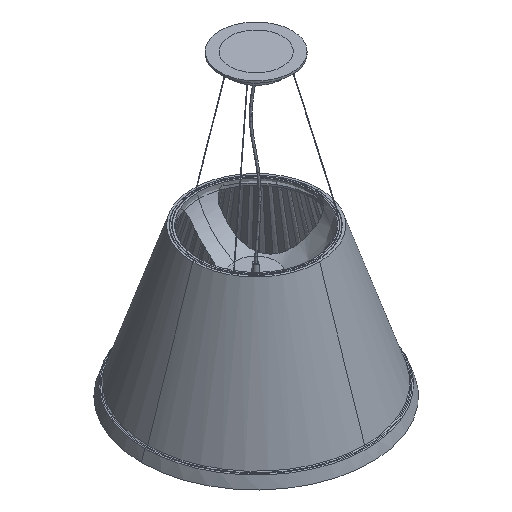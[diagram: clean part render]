
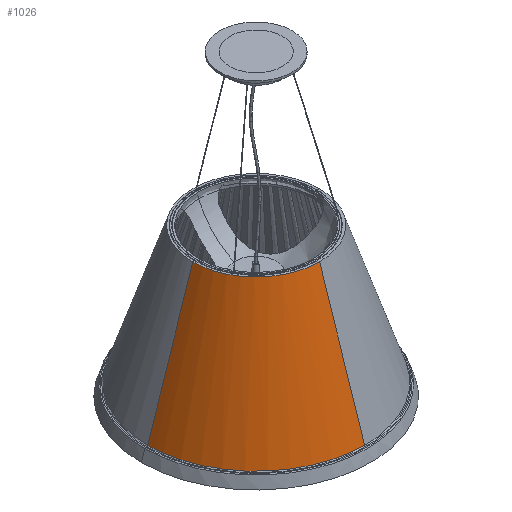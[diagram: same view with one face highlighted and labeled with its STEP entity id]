
A CAD part, isometric view. The second image highlights one B-rep face of the part: STEP entity #1026.
In plain terms, the highlighted free-form (B-spline) face has degree [2, 1] with [3, 2] control points.
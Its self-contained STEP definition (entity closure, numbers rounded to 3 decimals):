
#489=B_SPLINE_CURVE_WITH_KNOTS('',3,(#9208,#9209,#9210,#9211),.UNSPECIFIED.,
.F.,.F.,(4,4),(-614.517,-511.753),.UNSPECIFIED.);
#1026=ADVANCED_FACE('',(#1356),#5134,.T.);
#1356=FACE_OUTER_BOUND('',#1689,.T.);
#1689=EDGE_LOOP('',(#2763,#2764,#2765,#2766));
#2763=ORIENTED_EDGE('',*,*,#3986,.F.);
#2764=ORIENTED_EDGE('',*,*,#4004,.F.);
#2765=ORIENTED_EDGE('',*,*,#4005,.T.);
#2766=ORIENTED_EDGE('',*,*,#3845,.F.);
#3845=EDGE_CURVE('',#4651,#4652,#5335,.T.);
#3986=EDGE_CURVE('',#4718,#4651,#489,.T.);
#4004=EDGE_CURVE('',#4729,#4718,#5363,.T.);
#4005=EDGE_CURVE('',#4729,#4652,#5364,.T.);
#4651=VERTEX_POINT('',#13898);
#4652=VERTEX_POINT('',#13899);
#4718=VERTEX_POINT('',#13965);
#4729=VERTEX_POINT('',#13976);
#5134=(
BOUNDED_SURFACE()
B_SPLINE_SURFACE(2,1,((#12378,#12379),(#12380,#12381),(#12382,#12383)),.UNSPECIFIED.,
.F.,.F.,.F.)
B_SPLINE_SURFACE_WITH_KNOTS((3,3),(2,2),(580.548,774.064),
(200.003,342.664),.UNSPECIFIED.)
GEOMETRIC_REPRESENTATION_ITEM()
RATIONAL_B_SPLINE_SURFACE(((1.,1.),(0.707,0.707),
(1.,1.)))
REPRESENTATION_ITEM('')
SURFACE()
);
#5335=(
BOUNDED_CURVE()
B_SPLINE_CURVE(1,(#8551,#8552),.UNSPECIFIED.,.F.,.F.)
B_SPLINE_CURVE_WITH_KNOTS((2,2),(200.003,342.664),.UNSPECIFIED.)
CURVE()
GEOMETRIC_REPRESENTATION_ITEM()
RATIONAL_B_SPLINE_CURVE((1.,1.))
REPRESENTATION_ITEM('')
);
#5363=(
BOUNDED_CURVE()
B_SPLINE_CURVE(1,(#9278,#9279),.UNSPECIFIED.,.F.,.F.)
B_SPLINE_CURVE_WITH_KNOTS((2,2),(-342.664,-200.003),.UNSPECIFIED.)
CURVE()
GEOMETRIC_REPRESENTATION_ITEM()
RATIONAL_B_SPLINE_CURVE((1.,1.))
REPRESENTATION_ITEM('')
);
#5364=(
BOUNDED_CURVE()
B_SPLINE_CURVE(2,(#9280,#9281,#9282),.UNSPECIFIED.,.F.,.F.)
B_SPLINE_CURVE_WITH_KNOTS((3,3),(-774.064,-580.548),.UNSPECIFIED.)
CURVE()
GEOMETRIC_REPRESENTATION_ITEM()
RATIONAL_B_SPLINE_CURVE((1.,0.707,1.))
REPRESENTATION_ITEM('')
);
#8551=CARTESIAN_POINT('',(-158.013,-0.566,-375.578));
#8552=CARTESIAN_POINT('',(-270.756,-0.566,-715.61));
#9208=CARTESIAN_POINT('',(0.044,-158.624,-375.578));
#9209=CARTESIAN_POINT('',(-87.249,-158.624,-375.578));
#9210=CARTESIAN_POINT('',(-158.013,-87.859,-375.578));
#9211=CARTESIAN_POINT('',(-158.013,-0.566,-375.578));
#9278=CARTESIAN_POINT('',(0.044,-271.367,-715.61));
#9279=CARTESIAN_POINT('',(0.044,-158.624,-375.578));
#9280=CARTESIAN_POINT('',(0.044,-271.367,-715.61));
#9281=CARTESIAN_POINT('',(-270.756,-271.367,-715.61));
#9282=CARTESIAN_POINT('',(-270.756,-0.566,-715.61));
#12378=CARTESIAN_POINT('',(-158.013,-0.566,-375.578));
#12379=CARTESIAN_POINT('',(-270.756,-0.566,-715.61));
#12380=CARTESIAN_POINT('',(-158.013,-158.624,-375.578));
#12381=CARTESIAN_POINT('',(-270.756,-271.367,-715.61));
#12382=CARTESIAN_POINT('',(0.044,-158.624,-375.578));
#12383=CARTESIAN_POINT('',(0.044,-271.367,-715.61));
#13898=CARTESIAN_POINT('',(-158.013,-0.566,-375.578));
#13899=CARTESIAN_POINT('',(-270.756,-0.566,-715.61));
#13965=CARTESIAN_POINT('',(0.044,-158.624,-375.578));
#13976=CARTESIAN_POINT('',(0.044,-271.367,-715.61));
